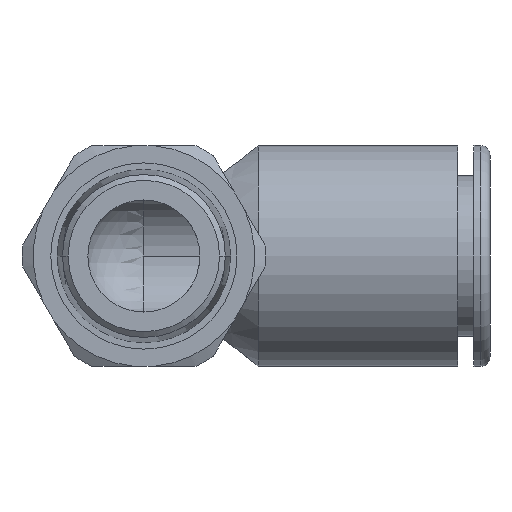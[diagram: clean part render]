
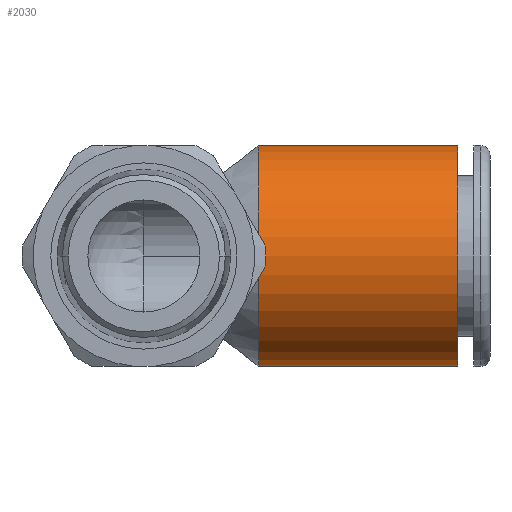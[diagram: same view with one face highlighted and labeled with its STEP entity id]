
A CAD part, front view. The second image highlights one B-rep face of the part: STEP entity #2030.
In plain terms, the highlighted cylindrical face has radius 8.763 mm (diameter 17.526 mm), a partial arc.
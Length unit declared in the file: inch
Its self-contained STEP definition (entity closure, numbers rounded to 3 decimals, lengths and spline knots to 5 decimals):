
#744=CARTESIAN_POINT('',(0.358,0.,0.));
#745=DIRECTION('',(-1.,0.,0.));
#746=DIRECTION('',(0.,0.,-1.));
#747=AXIS2_PLACEMENT_3D('',#744,#745,#746);
#766=DIRECTION('',(-1.,0.,0.));
#767=VECTOR('',#766,0.622);
#768=CARTESIAN_POINT('',(0.98,0.,0.345));
#769=LINE('',#768,#767);
#770=CARTESIAN_POINT('',(0.98,0.,0.));
#771=DIRECTION('',(-1.,0.,0.));
#772=DIRECTION('',(0.,0.,-1.));
#773=AXIS2_PLACEMENT_3D('',#770,#771,#772);
#775=DIRECTION('',(-1.,0.,0.));
#776=VECTOR('',#775,0.622);
#777=CARTESIAN_POINT('',(0.98,0.,-0.345));
#778=LINE('',#777,#776);
#1032=CARTESIAN_POINT('',(0.98,0.,-0.345));
#1033=CARTESIAN_POINT('',(0.358,0.,
-0.345));
#1034=VERTEX_POINT('',#1032);
#1035=VERTEX_POINT('',#1033);
#1036=CARTESIAN_POINT('',(0.98,0.,0.345));
#1037=CARTESIAN_POINT('',(0.358,0.,
0.345));
#1038=VERTEX_POINT('',#1036);
#1039=VERTEX_POINT('',#1037);
#2016=CARTESIAN_POINT('',(-0.054,0.,0.));
#2017=DIRECTION('',(1.,0.,0.));
#2018=DIRECTION('',(0.,0.,1.));
#2019=AXIS2_PLACEMENT_3D('',#2016,#2017,#2018);
#2020=CYLINDRICAL_SURFACE('',#2019,0.345);
#2021=ORIENTED_EDGE('',*,*,#2005,.T.);
#2023=ORIENTED_EDGE('',*,*,#2022,.F.);
#2025=ORIENTED_EDGE('',*,*,#2024,.F.);
#2027=ORIENTED_EDGE('',*,*,#2026,.T.);
#2028=EDGE_LOOP('',(#2021,#2023,#2025,#2027));
#2029=FACE_OUTER_BOUND('',#2028,.F.);
#2030=ADVANCED_FACE('',(#2029),#2020,.T.);
#748=CIRCLE('',#747,0.345);
#774=CIRCLE('',#773,0.345);
#2005=EDGE_CURVE('',#1035,#1039,#748,.T.);
#2022=EDGE_CURVE('',#1038,#1039,#769,.T.);
#2024=EDGE_CURVE('',#1034,#1038,#774,.T.);
#2026=EDGE_CURVE('',#1034,#1035,#778,.T.);
